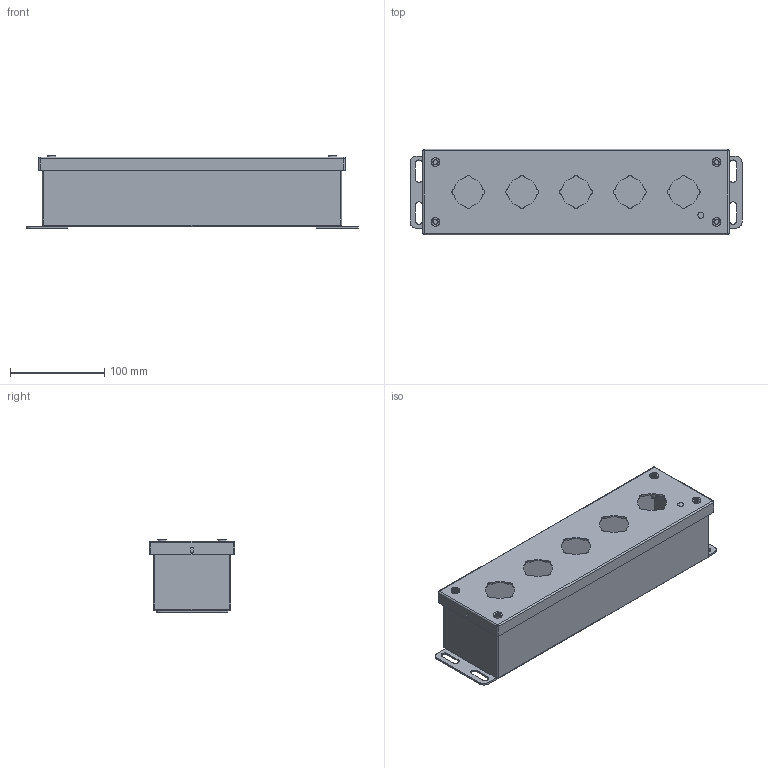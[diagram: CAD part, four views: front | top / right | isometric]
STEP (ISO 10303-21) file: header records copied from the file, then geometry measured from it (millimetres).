
FILE_DESCRIPTION (( 'STEP AP214' ), '1' );
FILE_NAME ('SCE-5PB.STEP', '2023-07-26T11:53:27', ( '' ), ( '' ), 'SwSTEP 2.0', 'SolidWorks 2021', '' );
FILE_SCHEMA (( 'AUTOMOTIVE_DESIGN' ));
Length unit declared in the file: inch
Products named in the file (1): SCE-5PB
Bounding box: 352.43 x 90.49 x 77.1 mm (x, y, z)
Volume: 211139.3 mm3; surface area: 269211 mm2
Topology: 3 solids, 3 shells, 496 faces, 1285 edges, 798 vertices
Faces by surface type: cylinder 259, plane 153, torus 40, sphere 24, cone 20
Full cylindrical faces by diameter (mm): 6.756 x4, 8.052 x4
Entity records: 15277 total; most frequent: DIRECTION 2865, CARTESIAN_POINT 2668, ORIENTED_EDGE 2506, EDGE_CURVE 1253, AXIS2_PLACEMENT_3D 1155, VERTEX_POINT 798, CIRCLE 658, EDGE_LOOP 579
